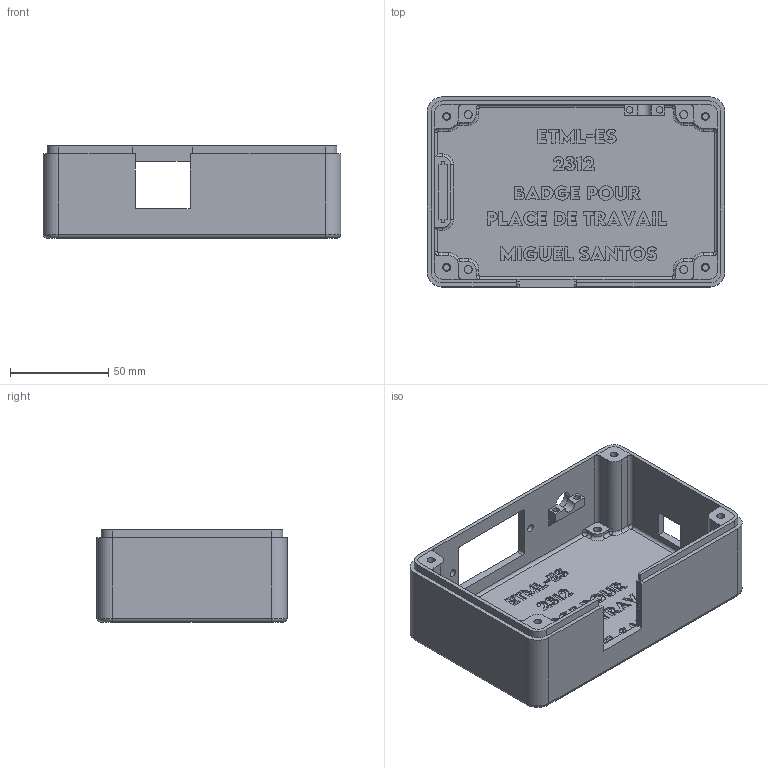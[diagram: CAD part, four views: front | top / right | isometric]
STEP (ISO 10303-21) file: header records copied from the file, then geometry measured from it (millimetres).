
FILE_DESCRIPTION(('FreeCAD Model'),'2;1');
FILE_NAME('Open CASCADE Shape Model','2023-10-03T21:47:40',('Author'),( ''),'Open CASCADE STEP processor 7.6','FreeCAD','Unknown');
FILE_SCHEMA(('AUTOMOTIVE_DESIGN { 1 0 10303 214 1 1 1 1 }'));
Length unit declared in the file: millimetre
Products named in the file (3): 2312_Bottom; Bottom_case; Bottom_text
Assembly tree (2 placements, depth 2):
  2312_Bottom
    Bottom_case
    Bottom_text
Bounding box: 152 x 97 x 47 mm (x, y, z)
Volume: 130254.5 mm3; surface area: 87238.9 mm2
Topology: 2 solids, 2 shells, 764 faces, 1990 edges, 1306 vertices
Faces by surface type: plane 512, extrusion 142, cylinder 84, torus 14, revolution 12
Full cylindrical faces by diameter (mm): 3.2 x4, 3.3 x2, 4 x10, 10 x1
Entity records: 23941 total; most frequent: CARTESIAN_POINT 5461, ORIENTED_EDGE 3980, DIRECTION 3292, EDGE_CURVE 1990, VECTOR 1642, LINE 1500, VERTEX_POINT 1306, FACE_BOUND 850
